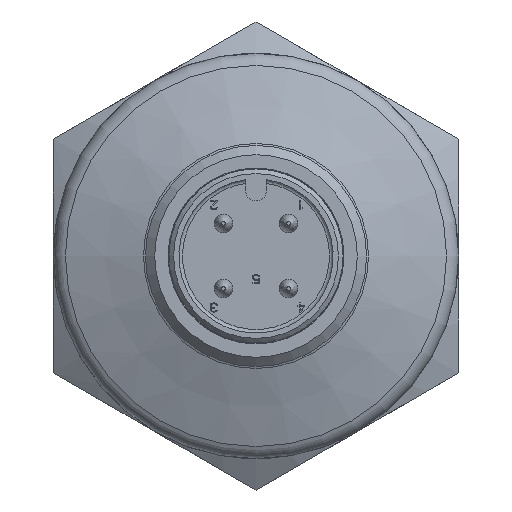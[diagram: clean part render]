
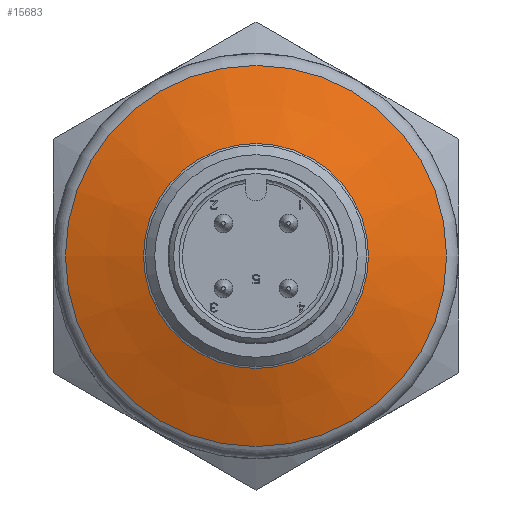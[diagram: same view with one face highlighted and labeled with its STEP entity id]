
A CAD part, front view. The second image highlights one B-rep face of the part: STEP entity #15683.
In plain terms, the highlighted conical face has half-angle 70 degrees and reference radius 5.45 mm.
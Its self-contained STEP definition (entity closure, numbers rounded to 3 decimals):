
#2803=CONICAL_SURFACE('',#16352,5.45,1.222);
#2864=ORIENTED_EDGE('',*,*,#6269,.T.);
#2865=ORIENTED_EDGE('',*,*,#6270,.T.);
#6269=EDGE_CURVE('',#7972,#7972,#9111,.T.);
#6270=EDGE_CURVE('',#7973,#7973,#9112,.F.);
#7972=VERTEX_POINT('',#19951);
#7973=VERTEX_POINT('',#19954);
#9111=CIRCLE('',#16351,6.108);
#9112=CIRCLE('',#16353,10.342);
#9417=EDGE_LOOP('',(#2864));
#9418=EDGE_LOOP('',(#2865));
#10213=FACE_BOUND('',#9417,.T.);
#10214=FACE_BOUND('',#9418,.T.);
#15683=ADVANCED_FACE('',(#10213,#10214),#2803,.T.);
#16351=AXIS2_PLACEMENT_3D('',#19950,#17281,#17282);
#16352=AXIS2_PLACEMENT_3D('',#19952,#17283,#17284);
#16353=AXIS2_PLACEMENT_3D('',#19953,#17285,#17286);
#17281=DIRECTION('',(0.,1.,0.));
#17282=DIRECTION('',(-1.,0.,0.));
#17283=DIRECTION('',(0.,1.,0.));
#17284=DIRECTION('',(-1.,0.,0.));
#17285=DIRECTION('',(0.,1.,0.));
#17286=DIRECTION('',(-1.,0.,0.));
#19950=CARTESIAN_POINT('',(0.,-45.161,0.));
#19951=CARTESIAN_POINT('',(-6.108,-45.161,0.));
#19952=CARTESIAN_POINT('',(0.,-45.4,0.));
#19953=CARTESIAN_POINT('',(0.,-43.619,0.));
#19954=CARTESIAN_POINT('',(-10.342,-43.619,0.));
